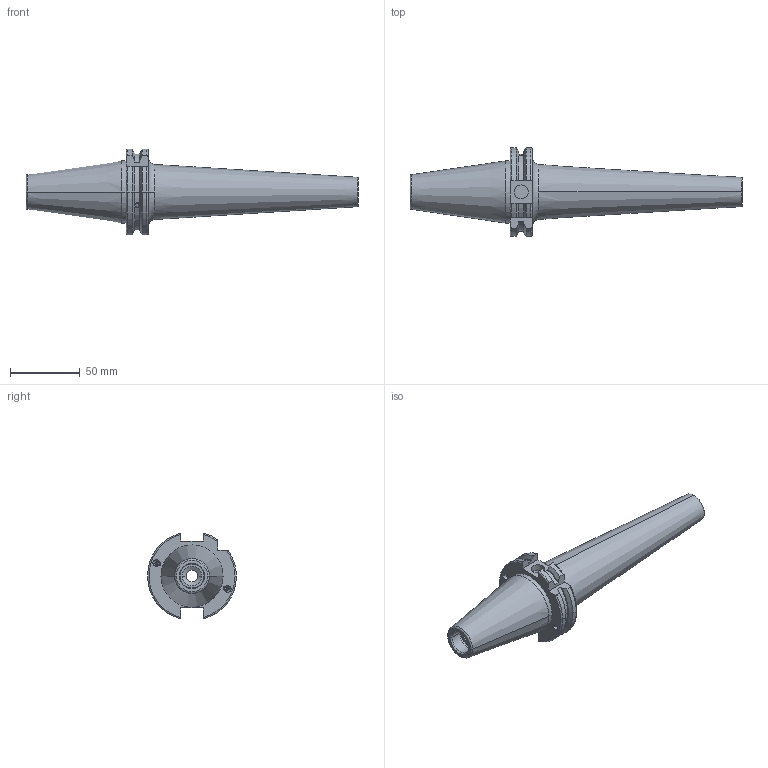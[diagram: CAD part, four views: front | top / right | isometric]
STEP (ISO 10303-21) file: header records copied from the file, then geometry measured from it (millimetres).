
FILE_DESCRIPTION (( 'STEP AP203' ), '1' );
FILE_NAME ('FWS409H-TMH12169.STEP', '2024-08-29T04:21:32', ( '' ), ( '' ), 'SwSTEP 2.0', 'SolidWorks 2024', '' );
FILE_SCHEMA (( 'CONFIG_CONTROL_DESIGN' ));
Length unit declared in the file: millimetre
Products named in the file (5): M4X4_DIN 913 - M4 x 4-N; SK40TMH12169FWW; FWS409H-TMH12169; GS-M4X4-COATING_DIN 913 - M4 x 4-N
Assembly tree (6 placements, depth 3):
  FWS409H-TMH12169
    SK40TMH12169FWW
      SK40TMH12169FWW
      M4X4_DIN 913 - M4 x 4-N  x2
      GS-M4X4-COATING_DIN 913 - M4 x 4-N  x2
Bounding box: 237.5 x 63.55 x 61.48 mm (x, y, z)
Volume: 207380.7 mm3; surface area: 38433.1 mm2
Topology: 5 solids, 5 shells, 238 faces, 586 edges, 371 vertices
Faces by surface type: cone 92, cylinder 68, plane 64, torus 14
Entity records: 6036 total; most frequent: CARTESIAN_POINT 1310, DIRECTION 931, ORIENTED_EDGE 844, EDGE_CURVE 422, AXIS2_PLACEMENT_3D 374, VERTEX_POINT 269, CIRCLE 194, EDGE_LOOP 191
